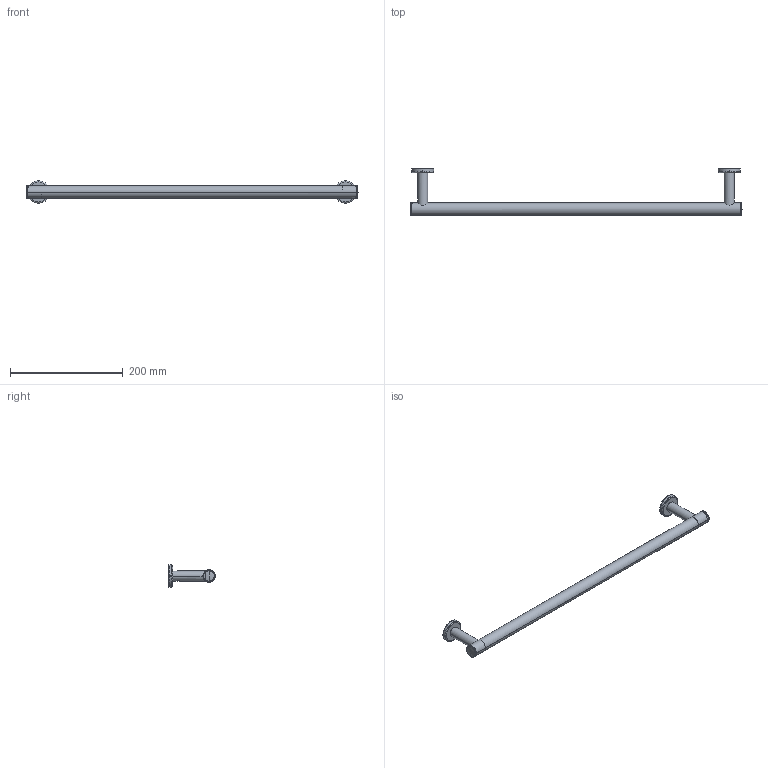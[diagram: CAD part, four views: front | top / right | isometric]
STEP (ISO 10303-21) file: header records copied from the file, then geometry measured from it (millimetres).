
FILE_DESCRIPTION(/* description */ (''),/* implementation_level */ '2;1');
FILE_NAME(/* name */ 'STEP Mizu Drift Single Towel Rail 600mm_DIMS TBC',/* time_stamp */ '2025-08-12T08:45:54+10:00',/* author */ (''),/* organization */ (''),/* preprocessor_version */ 'ST-DEVELOPER v16.5',/* originating_system */ 'Rhino 7.37',/* authorisation */ '');
FILE_SCHEMA (('AUTOMOTIVE_DESIGN'));
Length unit declared in the file: millimetre
Products named in the file (12): Document; 221524_Mizu Drift Single Towel Rail 600mm; 01524_ASM_ASM; 01524_ASM_ASM_1_ASM; 01524_ASM_STP_ASM_1_ASM; 01524-02_1; 01524-03_1_1; 01524-01_1_1; M5-14_1_1; 01500-05_1_1; 01500-01_1_1; M5-5_1_1
Assembly tree (17 placements, depth 6):
  Document
    221524_Mizu Drift Single Towel Rail 600mm
      01524_ASM_ASM
        01524_ASM_ASM_1_ASM
          01524_ASM_STP_ASM_1_ASM
            01524-02_1
            01524-03_1_1  x2
            01524-01_1_1  x2
            M5-14_1_1  x2
            01500-05_1_1  x2
            01500-01_1_1  x2
            M5-5_1_1  x2
Bounding box: 590 x 82.78 x 39.6 mm (x, y, z)
Volume: 58122.1 mm3; surface area: 112994.8 mm2
Topology: 13 solids, 13 shells, 246 faces, 638 edges, 416 vertices
Faces by surface type: cylinder 128, bspline 62, plane 56
Entity records: 5406 total; most frequent: CARTESIAN_POINT 2921, ORIENTED_EDGE 648, EDGE_CURVE 324, VERTEX_POINT 216, DIRECTION 169, EDGE_LOOP 158, B_SPLINE_CURVE_WITH_KNOTS 142, AXIS2_PLACEMENT_3D 133
